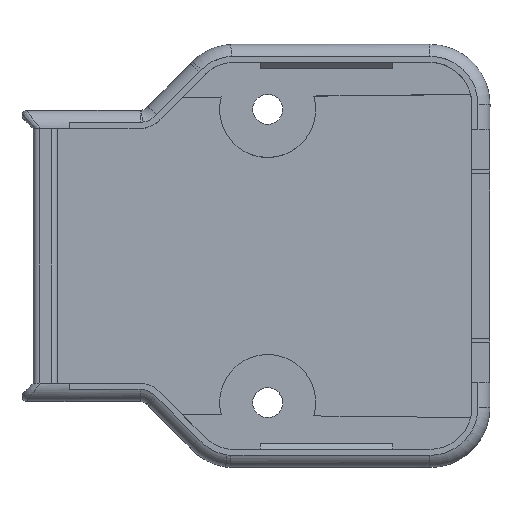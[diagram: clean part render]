
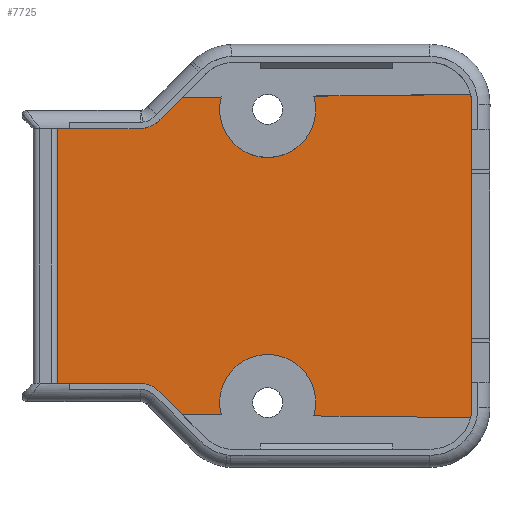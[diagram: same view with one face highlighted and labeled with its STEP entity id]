
A CAD part, top view. The second image highlights one B-rep face of the part: STEP entity #7725.
In plain terms, the highlighted face is planar.
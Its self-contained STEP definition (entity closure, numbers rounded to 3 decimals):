
#778=LINE('',#10800,#1480);
#782=LINE('',#10808,#1484);
#795=LINE('',#10840,#1497);
#807=LINE('',#10902,#1509);
#820=LINE('',#10935,#1522);
#825=LINE('',#10946,#1527);
#830=LINE('',#10973,#1532);
#1227=LINE('',#14428,#1929);
#1231=LINE('',#14439,#1933);
#1233=LINE('',#14445,#1935);
#1237=LINE('',#14456,#1939);
#1245=LINE('',#14487,#1947);
#1286=LINE('',#15104,#1988);
#1480=VECTOR('',#8469,10.);
#1484=VECTOR('',#8475,10.);
#1497=VECTOR('',#8504,10.);
#1509=VECTOR('',#8534,10.);
#1522=VECTOR('',#8563,10.);
#1527=VECTOR('',#8574,10.);
#1532=VECTOR('',#8585,10.);
#1929=VECTOR('',#9328,10.);
#1933=VECTOR('',#9340,10.);
#1935=VECTOR('',#9348,10.);
#1939=VECTOR('',#9360,10.);
#1947=VECTOR('',#9390,10.);
#1988=VECTOR('',#9597,10.);
#2184=PLANE('',#8125);
#2602=FACE_OUTER_BOUND('',#3045,.T.);
#3045=EDGE_LOOP('',(#7266,#7267,#7268,#7269,#7270,#7271,#7272,#7273,#7274,
#7275,#7276,#7277,#7278,#7279,#7280,#7281,#7282,#7283,#7284));
#3088=CIRCLE('',#7813,2.422);
#3090=CIRCLE('',#7821,3.5);
#3097=CIRCLE('',#7835,3.5);
#3099=CIRCLE('',#7842,2.422);
#3116=CIRCLE('',#8021,4.);
#3118=CIRCLE('',#8028,4.);
#3471=VERTEX_POINT('',#10792);
#3472=VERTEX_POINT('',#10794);
#3473=VERTEX_POINT('',#10798);
#3476=VERTEX_POINT('',#10806);
#3484=VERTEX_POINT('',#10830);
#3485=VERTEX_POINT('',#10832);
#3487=VERTEX_POINT('',#10838);
#3500=VERTEX_POINT('',#10900);
#3503=VERTEX_POINT('',#10908);
#3511=VERTEX_POINT('',#10932);
#3512=VERTEX_POINT('',#10934);
#3514=VERTEX_POINT('',#10940);
#3515=VERTEX_POINT('',#10944);
#3522=VERTEX_POINT('',#10971);
#3841=VERTEX_POINT('',#14427);
#3843=VERTEX_POINT('',#14433);
#3845=VERTEX_POINT('',#14444);
#3847=VERTEX_POINT('',#14450);
#3854=VERTEX_POINT('',#14485);
#4236=EDGE_CURVE('',#3471,#3472,#3088,.T.);
#4239=EDGE_CURVE('',#3473,#3471,#778,.T.);
#4243=EDGE_CURVE('',#3476,#3473,#782,.T.);
#4255=EDGE_CURVE('',#3484,#3485,#3090,.T.);
#4259=EDGE_CURVE('',#3487,#3484,#795,.T.);
#4277=EDGE_CURVE('',#3500,#3487,#807,.T.);
#4281=EDGE_CURVE('',#3503,#3500,#3097,.T.);
#4293=EDGE_CURVE('',#3511,#3512,#820,.T.);
#4297=EDGE_CURVE('',#3514,#3511,#3099,.T.);
#4299=EDGE_CURVE('',#3515,#3514,#825,.T.);
#4307=EDGE_CURVE('',#3522,#3515,#830,.T.);
#4905=EDGE_CURVE('',#3841,#3512,#1227,.T.);
#4908=EDGE_CURVE('',#3843,#3841,#3116,.T.);
#4911=EDGE_CURVE('',#3503,#3843,#1231,.T.);
#4913=EDGE_CURVE('',#3845,#3485,#1233,.T.);
#4916=EDGE_CURVE('',#3847,#3845,#3118,.T.);
#4919=EDGE_CURVE('',#3476,#3847,#1237,.T.);
#4932=EDGE_CURVE('',#3522,#3854,#1245,.T.);
#5019=EDGE_CURVE('',#3472,#3854,#1286,.T.);
#7266=ORIENTED_EDGE('',*,*,#4905,.T.);
#7267=ORIENTED_EDGE('',*,*,#4293,.F.);
#7268=ORIENTED_EDGE('',*,*,#4297,.F.);
#7269=ORIENTED_EDGE('',*,*,#4299,.F.);
#7270=ORIENTED_EDGE('',*,*,#4307,.F.);
#7271=ORIENTED_EDGE('',*,*,#4932,.T.);
#7272=ORIENTED_EDGE('',*,*,#5019,.F.);
#7273=ORIENTED_EDGE('',*,*,#4236,.F.);
#7274=ORIENTED_EDGE('',*,*,#4239,.F.);
#7275=ORIENTED_EDGE('',*,*,#4243,.F.);
#7276=ORIENTED_EDGE('',*,*,#4919,.T.);
#7277=ORIENTED_EDGE('',*,*,#4916,.T.);
#7278=ORIENTED_EDGE('',*,*,#4913,.T.);
#7279=ORIENTED_EDGE('',*,*,#4255,.F.);
#7280=ORIENTED_EDGE('',*,*,#4259,.F.);
#7281=ORIENTED_EDGE('',*,*,#4277,.F.);
#7282=ORIENTED_EDGE('',*,*,#4281,.F.);
#7283=ORIENTED_EDGE('',*,*,#4911,.T.);
#7284=ORIENTED_EDGE('',*,*,#4908,.T.);
#7725=ADVANCED_FACE('',(#2602),#2184,.F.);
#7813=AXIS2_PLACEMENT_3D('',#10795,#8463,#8464);
#7821=AXIS2_PLACEMENT_3D('',#10833,#8496,#8497);
#7835=AXIS2_PLACEMENT_3D('',#10910,#8541,#8542);
#7842=AXIS2_PLACEMENT_3D('',#10942,#8569,#8570);
#8021=AXIS2_PLACEMENT_3D('',#14434,#9333,#9334);
#8028=AXIS2_PLACEMENT_3D('',#14451,#9353,#9354);
#8125=AXIS2_PLACEMENT_3D('',#15105,#9598,#9599);
#8463=DIRECTION('center_axis',(0.,-1.,0.));
#8464=DIRECTION('ref_axis',(0.078,0.,0.997));
#8469=DIRECTION('',(-0.687,0.,0.726));
#8475=DIRECTION('',(-0.707,0.,0.707));
#8496=DIRECTION('center_axis',(0.,1.,0.));
#8497=DIRECTION('ref_axis',(0.996,0.,-0.084));
#8504=DIRECTION('',(-0.044,0.,-0.999));
#8534=DIRECTION('',(0.,0.,-1.));
#8541=DIRECTION('center_axis',(0.,1.,0.));
#8542=DIRECTION('ref_axis',(0.,0.,1.));
#8563=DIRECTION('',(0.707,0.,0.707));
#8569=DIRECTION('center_axis',(0.,-1.,0.));
#8570=DIRECTION('ref_axis',(0.76,0.,-0.65));
#8574=DIRECTION('',(0.993,0.,0.114));
#8585=DIRECTION('',(1.,0.,0.));
#9328=DIRECTION('',(-1.,0.,-0.01));
#9333=DIRECTION('center_axis',(0.,1.,0.));
#9334=DIRECTION('ref_axis',(1.,0.,0.));
#9340=DIRECTION('',(-1.,0.,-0.01));
#9348=DIRECTION('',(1.,0.,-0.01));
#9353=DIRECTION('center_axis',(0.,1.,0.));
#9354=DIRECTION('ref_axis',(1.,0.,0.));
#9360=DIRECTION('',(1.,0.,-0.01));
#9390=DIRECTION('',(0.,0.,-1.));
#9597=DIRECTION('',(-1.,0.,0.));
#9598=DIRECTION('center_axis',(0.,1.,0.));
#9599=DIRECTION('ref_axis',(1.,0.,0.));
#10792=CARTESIAN_POINT('',(34.57,11.7,-11.267));
#10794=CARTESIAN_POINT('',(33.081,11.7,-10.6));
#10795=CARTESIAN_POINT('Origin',(32.893,11.7,-13.014));
#10798=CARTESIAN_POINT('',(34.742,11.7,-11.449));
#10800=CARTESIAN_POINT('',(34.742,11.7,-11.449));
#10806=CARTESIAN_POINT('',(36.488,11.7,-13.195));
#10808=CARTESIAN_POINT('',(38.234,11.7,-14.941));
#10830=CARTESIAN_POINT('',(60.588,11.7,-12.894));
#10832=CARTESIAN_POINT('',(60.496,11.7,-13.447));
#10833=CARTESIAN_POINT('Origin',(57.1,11.7,-12.6));
#10838=CARTESIAN_POINT('',(60.6,11.7,-12.611));
#10840=CARTESIAN_POINT('',(60.6,11.7,-12.611));
#10900=CARTESIAN_POINT('',(60.6,11.7,12.6));
#10902=CARTESIAN_POINT('',(60.6,11.7,12.6));
#10908=CARTESIAN_POINT('',(60.496,11.7,13.447));
#10910=CARTESIAN_POINT('Origin',(57.1,11.7,12.6));
#10932=CARTESIAN_POINT('',(34.733,11.7,11.44));
#10934=CARTESIAN_POINT('',(36.488,11.7,13.195));
#10935=CARTESIAN_POINT('',(34.733,11.7,11.44));
#10940=CARTESIAN_POINT('',(33.285,11.7,10.625));
#10942=CARTESIAN_POINT('Origin',(32.893,11.7,13.014));
#10944=CARTESIAN_POINT('',(33.071,11.7,10.6));
#10946=CARTESIAN_POINT('',(33.071,11.7,10.6));
#10971=CARTESIAN_POINT('',(26.1,11.7,10.6));
#10973=CARTESIAN_POINT('',(24.09,11.7,10.6));
#14427=CARTESIAN_POINT('',(39.735,11.7,13.229));
#14428=CARTESIAN_POINT('',(39.347,11.7,13.225));
#14433=CARTESIAN_POINT('',(47.443,11.7,13.31));
#14434=CARTESIAN_POINT('Origin',(43.6,11.7,12.2));
#14439=CARTESIAN_POINT('',(44.824,11.7,13.282));
#14444=CARTESIAN_POINT('',(47.443,11.7,-13.31));
#14445=CARTESIAN_POINT('',(51.351,11.7,-13.351));
#14450=CARTESIAN_POINT('',(39.735,11.7,-13.229));
#14451=CARTESIAN_POINT('Origin',(43.6,11.7,-12.2));
#14456=CARTESIAN_POINT('',(40.97,11.7,-13.242));
#14485=CARTESIAN_POINT('',(26.1,11.7,-10.6));
#14487=CARTESIAN_POINT('',(26.1,11.7,-5.3));
#15104=CARTESIAN_POINT('',(33.081,11.7,-10.6));
#15105=CARTESIAN_POINT('Origin',(42.345,11.7,0.));
